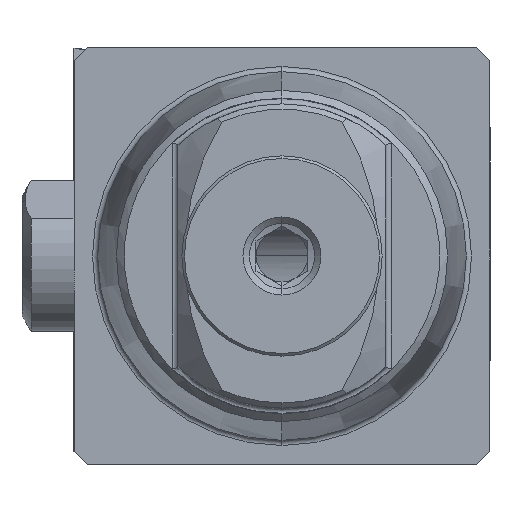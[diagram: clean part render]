
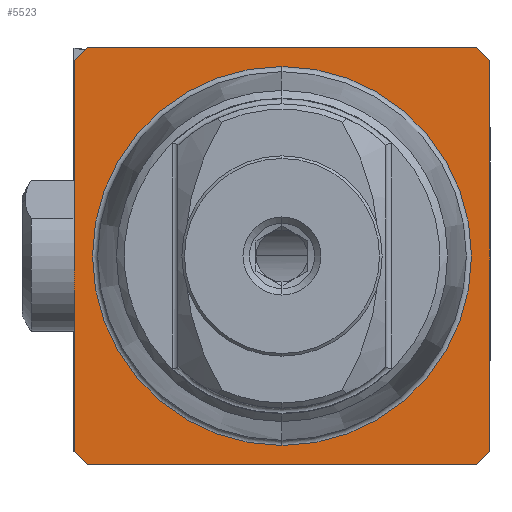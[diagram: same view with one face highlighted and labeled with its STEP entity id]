
A CAD part, left-side view. The second image highlights one B-rep face of the part: STEP entity #5523.
In plain terms, the highlighted planar face has unit normal (-1, 0, 0).
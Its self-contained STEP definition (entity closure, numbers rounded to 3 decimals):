
#180 = CARTESIAN_POINT ( 'NONE',  ( 0., -8., 7.5 ) ) ;
#319 = EDGE_CURVE ( 'NONE', #5802, #5849, #2184, .T. ) ;
#380 = LINE ( 'NONE', #6492, #1681 ) ;
#518 = EDGE_LOOP ( 'NONE', ( #2519, #5606, #1482, #4422, #8687, #989, #2419, #8244 ) ) ;
#610 = EDGE_CURVE ( 'NONE', #5849, #5175, #8307, .T. ) ;
#651 = LINE ( 'NONE', #3250, #4166 ) ;
#843 = DIRECTION ( 'NONE',  ( 0., 0., -1. ) ) ;
#853 = CARTESIAN_POINT ( 'NONE',  ( 0., 7.5, 8. ) ) ;
#877 = VECTOR ( 'NONE', #7013, 1000. ) ;
#989 = ORIENTED_EDGE ( 'NONE', *, *, #6846, .T. ) ;
#1108 = CARTESIAN_POINT ( 'NONE',  ( 0., -7.5, -8. ) ) ;
#1212 = DIRECTION ( 'NONE',  ( 1., 0., 0. ) ) ;
#1214 = EDGE_CURVE ( 'NONE', #5175, #2888, #1927, .T. ) ;
#1218 = DIRECTION ( 'NONE',  ( 0., 0.707, -0.707 ) ) ;
#1338 = CARTESIAN_POINT ( 'NONE',  ( 0., -8., -7.5 ) ) ;
#1482 = ORIENTED_EDGE ( 'NONE', *, *, #610, .T. ) ;
#1484 = DIRECTION ( 'NONE',  ( 0., 0.707, 0.707 ) ) ;
#1597 = CARTESIAN_POINT ( 'NONE',  ( 0., 7.287, 8. ) ) ;
#1681 = VECTOR ( 'NONE', #3072, 1000. ) ;
#1927 = LINE ( 'NONE', #7880, #5200 ) ;
#1992 = DIRECTION ( 'NONE',  ( 0., 0., 1. ) ) ;
#2099 = VERTEX_POINT ( 'NONE', #1108 ) ;
#2154 = AXIS2_PLACEMENT_3D ( 'NONE', #2170, #6756, #1992 ) ;
#2170 = CARTESIAN_POINT ( 'NONE',  ( 0., 0., 0. ) ) ;
#2184 = LINE ( 'NONE', #2838, #8566 ) ;
#2220 = CARTESIAN_POINT ( 'NONE',  ( 0., 7.5, -8. ) ) ;
#2419 = ORIENTED_EDGE ( 'NONE', *, *, #4797, .T. ) ;
#2478 = EDGE_CURVE ( 'NONE', #5553, #2888, #380, .T. ) ;
#2490 = CARTESIAN_POINT ( 'NONE',  ( 0., 7.287, 0. ) ) ;
#2519 = ORIENTED_EDGE ( 'NONE', *, *, #8083, .T. ) ;
#2580 = CARTESIAN_POINT ( 'NONE',  ( 0., 0., 7.287 ) ) ;
#2607 = CIRCLE ( 'NONE', #4971, 7.287 ) ;
#2664 = CARTESIAN_POINT ( 'NONE',  ( 0., 8., -7.5 ) ) ;
#2681 = VECTOR ( 'NONE', #6319, 1000. ) ;
#2730 = VECTOR ( 'NONE', #3395, 1000. ) ;
#2751 = LINE ( 'NONE', #2220, #2730 ) ;
#2838 = CARTESIAN_POINT ( 'NONE',  ( 0., -7.5, 8. ) ) ;
#2888 = VERTEX_POINT ( 'NONE', #7032 ) ;
#3072 = DIRECTION ( 'NONE',  ( 0., 0., 1. ) ) ;
#3124 = CARTESIAN_POINT ( 'NONE',  ( 0., -7.5, 8. ) ) ;
#3239 = ORIENTED_EDGE ( 'NONE', *, *, #8097, .F. ) ;
#3250 = CARTESIAN_POINT ( 'NONE',  ( 0., 7.287, -8. ) ) ;
#3395 = DIRECTION ( 'NONE',  ( 0., -0.707, -0.707 ) ) ;
#3415 = VERTEX_POINT ( 'NONE', #8627 ) ;
#3584 = VERTEX_POINT ( 'NONE', #1338 ) ;
#3590 = CARTESIAN_POINT ( 'NONE',  ( 0., 0., -7.287 ) ) ;
#4166 = VECTOR ( 'NONE', #6005, 1000. ) ;
#4167 = LINE ( 'NONE', #6841, #877 ) ;
#4422 = ORIENTED_EDGE ( 'NONE', *, *, #1214, .T. ) ;
#4466 = CARTESIAN_POINT ( 'NONE',  ( 0., 0., 0. ) ) ;
#4512 = DIRECTION ( 'NONE',  ( -1., 0., 0. ) ) ;
#4544 = FACE_BOUND ( 'NONE', #6298, .T. ) ;
#4797 = EDGE_CURVE ( 'NONE', #3415, #2099, #651, .T. ) ;
#4971 = AXIS2_PLACEMENT_3D ( 'NONE', #4466, #4512, #5903 ) ;
#5175 = VERTEX_POINT ( 'NONE', #853 ) ;
#5200 = VECTOR ( 'NONE', #1218, 1000. ) ;
#5255 = VECTOR ( 'NONE', #7887, 1000. ) ;
#5423 = VERTEX_POINT ( 'NONE', #2580 ) ;
#5523 = ADVANCED_FACE ( 'NONE', ( #4544, #7210 ), #5800, .F. ) ;
#5553 = VERTEX_POINT ( 'NONE', #2664 ) ;
#5606 = ORIENTED_EDGE ( 'NONE', *, *, #319, .T. ) ;
#5764 = LINE ( 'NONE', #6389, #5255 ) ;
#5800 = PLANE ( 'NONE',  #8387 ) ;
#5802 = VERTEX_POINT ( 'NONE', #180 ) ;
#5849 = VERTEX_POINT ( 'NONE', #3124 ) ;
#5903 = DIRECTION ( 'NONE',  ( 0., 0., 1. ) ) ;
#5938 = ORIENTED_EDGE ( 'NONE', *, *, #6039, .F. ) ;
#6005 = DIRECTION ( 'NONE',  ( 0., -1., 0. ) ) ;
#6039 = EDGE_CURVE ( 'NONE', #6555, #5423, #8602, .T. ) ;
#6205 = EDGE_CURVE ( 'NONE', #2099, #3584, #4167, .T. ) ;
#6298 = EDGE_LOOP ( 'NONE', ( #3239, #5938 ) ) ;
#6319 = DIRECTION ( 'NONE',  ( 0., 1., 0. ) ) ;
#6389 = CARTESIAN_POINT ( 'NONE',  ( 0., -8., 0. ) ) ;
#6492 = CARTESIAN_POINT ( 'NONE',  ( 0., 8., 0. ) ) ;
#6555 = VERTEX_POINT ( 'NONE', #3590 ) ;
#6756 = DIRECTION ( 'NONE',  ( -1., 0., 0. ) ) ;
#6841 = CARTESIAN_POINT ( 'NONE',  ( 0., -8., -7.5 ) ) ;
#6846 = EDGE_CURVE ( 'NONE', #5553, #3415, #2751, .T. ) ;
#7013 = DIRECTION ( 'NONE',  ( 0., -0.707, 0.707 ) ) ;
#7032 = CARTESIAN_POINT ( 'NONE',  ( 0., 8., 7.5 ) ) ;
#7210 = FACE_OUTER_BOUND ( 'NONE', #518, .T. ) ;
#7880 = CARTESIAN_POINT ( 'NONE',  ( 0., 8., 7.5 ) ) ;
#7887 = DIRECTION ( 'NONE',  ( 0., 0., 1. ) ) ;
#8083 = EDGE_CURVE ( 'NONE', #3584, #5802, #5764, .T. ) ;
#8097 = EDGE_CURVE ( 'NONE', #5423, #6555, #2607, .T. ) ;
#8244 = ORIENTED_EDGE ( 'NONE', *, *, #6205, .T. ) ;
#8307 = LINE ( 'NONE', #1597, #2681 ) ;
#8387 = AXIS2_PLACEMENT_3D ( 'NONE', #2490, #1212, #843 ) ;
#8566 = VECTOR ( 'NONE', #1484, 1000. ) ;
#8602 = CIRCLE ( 'NONE', #2154, 7.287 ) ;
#8627 = CARTESIAN_POINT ( 'NONE',  ( 0., 7.5, -8. ) ) ;
#8687 = ORIENTED_EDGE ( 'NONE', *, *, #2478, .F. ) ;
